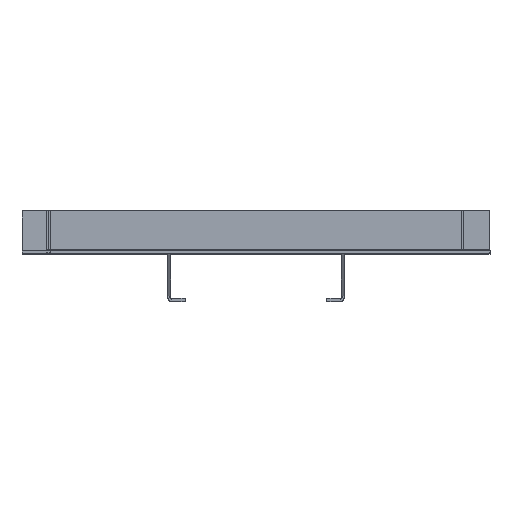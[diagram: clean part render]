
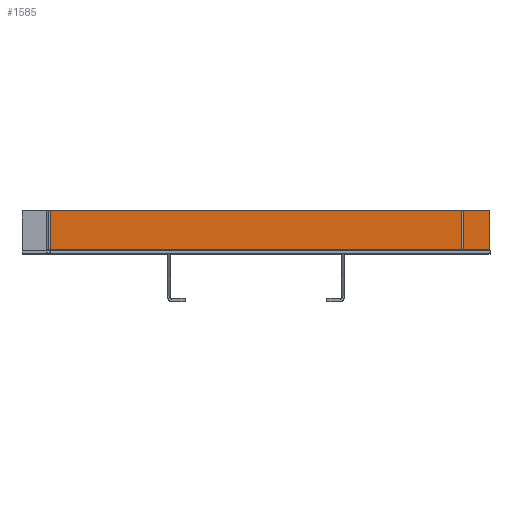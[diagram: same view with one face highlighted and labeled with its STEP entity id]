
A CAD part, top view. The second image highlights one B-rep face of the part: STEP entity #1585.
In plain terms, the highlighted face is planar.
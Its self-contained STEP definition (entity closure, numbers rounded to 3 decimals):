
#21 = LINE ( 'NONE', #1993, #1986 ) ;
#226 = LINE ( 'NONE', #2307, #2607 ) ;
#495 = CARTESIAN_POINT ( 'NONE',  ( 18., 2.6, 0. ) ) ;
#670 = PLANE ( 'NONE',  #2255 ) ;
#710 = VERTEX_POINT ( 'NONE', #1099 ) ;
#866 = CARTESIAN_POINT ( 'NONE',  ( 18., 30., 306.8 ) ) ;
#990 = CARTESIAN_POINT ( 'NONE',  ( 18., 2.6, 306.8 ) ) ;
#1099 = CARTESIAN_POINT ( 'NONE',  ( 18., 30., 0. ) ) ;
#1239 = FACE_OUTER_BOUND ( 'NONE', #2953, .T. ) ;
#1376 = VECTOR ( 'NONE', #1445, 1000. ) ;
#1436 = ORIENTED_EDGE ( 'NONE', *, *, #1711, .F. ) ;
#1445 = DIRECTION ( 'NONE',  ( 0., 0., 1. ) ) ;
#1551 = CARTESIAN_POINT ( 'NONE',  ( 18., 30., 306.8 ) ) ;
#1585 = ADVANCED_FACE ( 'NONE', ( #1239 ), #670, .F. ) ;
#1691 = EDGE_CURVE ( 'NONE', #3475, #2891, #2801, .T. ) ;
#1711 = EDGE_CURVE ( 'NONE', #1754, #2891, #226, .T. ) ;
#1754 = VERTEX_POINT ( 'NONE', #1551 ) ;
#1837 = ORIENTED_EDGE ( 'NONE', *, *, #3587, .T. ) ;
#1864 = EDGE_CURVE ( 'NONE', #710, #3475, #21, .T. ) ;
#1875 = DIRECTION ( 'NONE',  ( 0., -1., 0. ) ) ;
#1885 = DIRECTION ( 'NONE',  ( 1., 0., 0. ) ) ;
#1912 = LINE ( 'NONE', #3481, #3077 ) ;
#1949 = DIRECTION ( 'NONE',  ( 0., -1., 0. ) ) ;
#1986 = VECTOR ( 'NONE', #1949, 1000. ) ;
#1993 = CARTESIAN_POINT ( 'NONE',  ( 18., 30., 0. ) ) ;
#2255 = AXIS2_PLACEMENT_3D ( 'NONE', #866, #1885, #3144 ) ;
#2307 = CARTESIAN_POINT ( 'NONE',  ( 18., 30., 306.8 ) ) ;
#2326 = CARTESIAN_POINT ( 'NONE',  ( 18., 2.6, 306.8 ) ) ;
#2443 = ORIENTED_EDGE ( 'NONE', *, *, #1864, .T. ) ;
#2607 = VECTOR ( 'NONE', #1875, 1000. ) ;
#2801 = LINE ( 'NONE', #2326, #1376 ) ;
#2891 = VERTEX_POINT ( 'NONE', #990 ) ;
#2953 = EDGE_LOOP ( 'NONE', ( #2443, #3786, #1436, #1837 ) ) ;
#3077 = VECTOR ( 'NONE', #3462, 1000. ) ;
#3144 = DIRECTION ( 'NONE',  ( 0., 1., 0. ) ) ;
#3462 = DIRECTION ( 'NONE',  ( 0., 0., -1. ) ) ;
#3475 = VERTEX_POINT ( 'NONE', #495 ) ;
#3481 = CARTESIAN_POINT ( 'NONE',  ( 18., 30., 306.8 ) ) ;
#3587 = EDGE_CURVE ( 'NONE', #1754, #710, #1912, .T. ) ;
#3786 = ORIENTED_EDGE ( 'NONE', *, *, #1691, .T. ) ;
